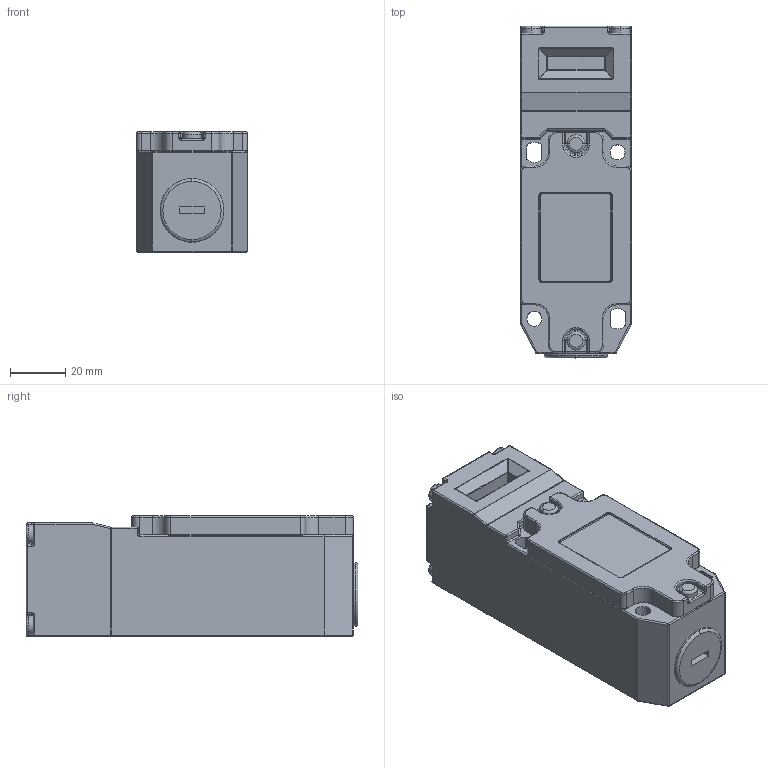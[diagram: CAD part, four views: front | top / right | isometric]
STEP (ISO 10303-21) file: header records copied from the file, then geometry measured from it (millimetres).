
FILE_DESCRIPTION (( 'STEP AP214' ), '1' );
FILE_NAME ('KM-203011-SS.STEP', '2014-06-19T15:45:35', ( '' ), ( '' ), 'SwSTEP 2.0', 'SolidWorks 2013', '' );
FILE_SCHEMA (( 'AUTOMOTIVE_DESIGN' ));
Length unit declared in the file: millimetre
Products named in the file (1): KM-203011-SS
Bounding box: 40 x 119.63 x 43.56 mm (x, y, z)
Volume: 183299.7 mm3; surface area: 28465.1 mm2
Topology: 1 solids, 1 shells, 581 faces, 1376 edges, 775 vertices
Faces by surface type: cylinder 263, plane 128, torus 104, bspline 48, sphere 38
Entity records: 23131 total; most frequent: CARTESIAN_POINT 3817, DIRECTION 2970, ORIENTED_EDGE 2680, EDGE_CURVE 1340, AXIS2_PLACEMENT_3D 1194, VERTEX_POINT 775, CIRCLE 660, EDGE_LOOP 605
